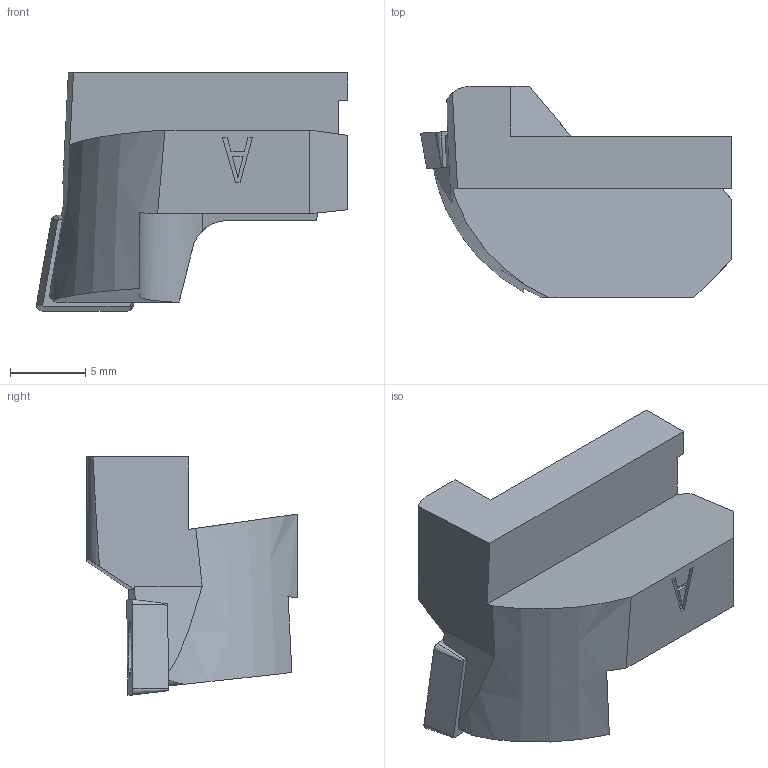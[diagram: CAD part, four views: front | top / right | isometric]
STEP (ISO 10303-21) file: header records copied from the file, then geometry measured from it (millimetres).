
FILE_DESCRIPTION(/* description */ (''),/* implementation_level */ '2;1');
FILE_NAME(/* name */ '1548861258047.stp',/* time_stamp */ '2019-01-30T16:14:38+01:00',/* author */ (''),/* organization */ ('SMS'),/* preprocessor_version */ 'ST-DEVELOPER v15',/* originating_system */ 'SIEMENS PLM Software NX 8.5',/* authorisation */ '');
FILE_SCHEMA (('AUTOMOTIVE_DESIGN { 1 0 10303 214 3 1 1 1 }'));
Length unit declared in the file: millimetre
Products named in the file (4): ASSEMBLY_CONSTRUCTION; IsoTurningInsert; 201026509mod000_00; 201026528mod000_01
Assembly tree (3 placements, depth 2):
  201026528mod000_01
    201026509mod000_00
    IsoTurningInsert
    ASSEMBLY_CONSTRUCTION
Bounding box: 20.65 x 14 x 15.8 mm (x, y, z)
Volume: 1557.3 mm3; surface area: 1264.1 mm2
Topology: 2 solids, 2 shells, 67 faces, 178 edges, 124 vertices
Faces by surface type: plane 47, cylinder 7, cone 6, torus 4, extrusion 3
Full cylindrical faces by diameter (mm): 2.8 x2
Entity records: 2272 total; most frequent: CARTESIAN_POINT 530, ORIENTED_EDGE 330, DIRECTION 314, EDGE_CURVE 165, VERTEX_POINT 113, AXIS2_PLACEMENT_3D 105, VECTOR 104, LINE 101
